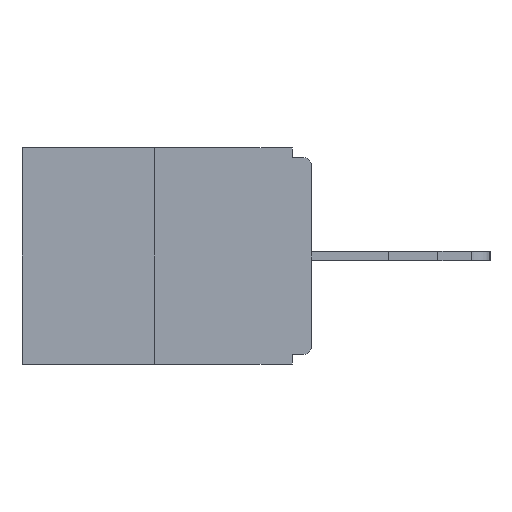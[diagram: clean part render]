
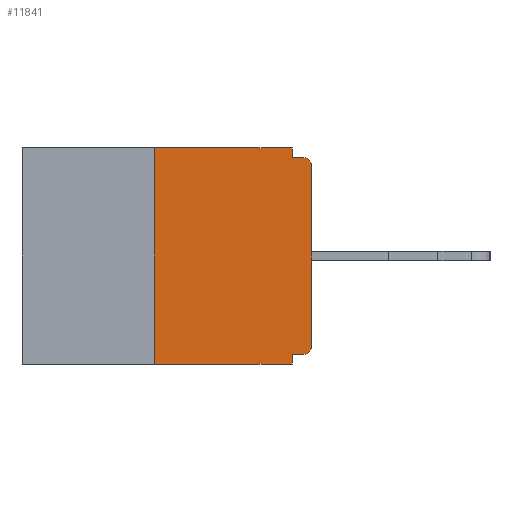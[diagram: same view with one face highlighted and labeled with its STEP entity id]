
A CAD part, left-side view. The second image highlights one B-rep face of the part: STEP entity #11841.
In plain terms, the highlighted planar face has unit normal (-1, 0, 0).
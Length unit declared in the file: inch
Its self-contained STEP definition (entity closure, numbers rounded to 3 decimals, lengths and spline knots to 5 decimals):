
#519 = DIRECTION ( 'NONE',  ( 0., 0., 1. ) ) ;
#715 = VERTEX_POINT ( 'NONE', #20292 ) ;
#825 = CARTESIAN_POINT ( 'NONE',  ( 0., 0.25, 0. ) ) ;
#1042 = DIRECTION ( 'NONE',  ( 0., 0., -1. ) ) ;
#1266 = VERTEX_POINT ( 'NONE', #23150 ) ;
#2316 = LINE ( 'NONE', #2604, #24451 ) ;
#2604 = CARTESIAN_POINT ( 'NONE',  ( 0., 0.25, 0. ) ) ;
#2787 = VERTEX_POINT ( 'NONE', #18720 ) ;
#2809 = VECTOR ( 'NONE', #26493, 39.37008 ) ;
#2817 = EDGE_LOOP ( 'NONE', ( #11578, #21986, #24809, #18350, #21384, #25582, #17627, #9983, #15374, #20377 ) ) ;
#2935 = EDGE_CURVE ( 'NONE', #12781, #8082, #15637, .T. ) ;
#3022 = VECTOR ( 'NONE', #24758, 39.37008 ) ;
#3224 = EDGE_CURVE ( 'NONE', #12781, #8218, #18287, .T. ) ;
#3272 = DIRECTION ( 'NONE',  ( -1., 0., 0. ) ) ;
#3336 = VECTOR ( 'NONE', #17992, 39.37008 ) ;
#4075 = EDGE_CURVE ( 'NONE', #8082, #2787, #18369, .T. ) ;
#4176 = VECTOR ( 'NONE', #5637, 39.37008 ) ;
#4430 = VERTEX_POINT ( 'NONE', #25636 ) ;
#4481 = VECTOR ( 'NONE', #7185, 39.37008 ) ;
#5325 = FACE_OUTER_BOUND ( 'NONE', #2817, .T. ) ;
#5491 = CARTESIAN_POINT ( 'NONE',  ( 0., 0.015, -0.03 ) ) ;
#5637 = DIRECTION ( 'NONE',  ( 0., 0., -1. ) ) ;
#6213 = DIRECTION ( 'NONE',  ( 0., 0., -1. ) ) ;
#6825 = AXIS2_PLACEMENT_3D ( 'NONE', #5491, #3272, #15969 ) ;
#6846 = CARTESIAN_POINT ( 'NONE',  ( 0., 0.031, -0.343 ) ) ;
#7125 = AXIS2_PLACEMENT_3D ( 'NONE', #18036, #13746, #1042 ) ;
#7185 = DIRECTION ( 'NONE',  ( 0., -1., 0. ) ) ;
#7450 = CARTESIAN_POINT ( 'NONE',  ( 0., 0.031, -0.343 ) ) ;
#8004 = EDGE_CURVE ( 'NONE', #15944, #16633, #21978, .T. ) ;
#8082 = VERTEX_POINT ( 'NONE', #14647 ) ;
#8218 = VERTEX_POINT ( 'NONE', #18802 ) ;
#9547 = CARTESIAN_POINT ( 'NONE',  ( 0., 0.46, -0.343 ) ) ;
#9907 = CIRCLE ( 'NONE', #6825, 0.015 ) ;
#9950 = CARTESIAN_POINT ( 'NONE',  ( 0., 0., 0. ) ) ;
#9952 = LINE ( 'NONE', #9547, #23601 ) ;
#9983 = ORIENTED_EDGE ( 'NONE', *, *, #17630, .T. ) ;
#10021 = CARTESIAN_POINT ( 'NONE',  ( 0., 0., -0.328 ) ) ;
#10851 = CARTESIAN_POINT ( 'NONE',  ( 0., 0.015, -0.313 ) ) ;
#11420 = PLANE ( 'NONE',  #7125 ) ;
#11578 = ORIENTED_EDGE ( 'NONE', *, *, #8004, .F. ) ;
#11841 = ADVANCED_FACE ( 'NONE', ( #5325 ), #11420, .F. ) ;
#12065 = EDGE_CURVE ( 'NONE', #1266, #4430, #19579, .T. ) ;
#12262 = LINE ( 'NONE', #7450, #4176 ) ;
#12781 = VERTEX_POINT ( 'NONE', #16652 ) ;
#12960 = VERTEX_POINT ( 'NONE', #6846 ) ;
#13746 = DIRECTION ( 'NONE',  ( 1., 0., 0. ) ) ;
#14647 = CARTESIAN_POINT ( 'NONE',  ( 0., 0., -0.313 ) ) ;
#14973 = DIRECTION ( 'NONE',  ( -1., 0., 0. ) ) ;
#15374 = ORIENTED_EDGE ( 'NONE', *, *, #12065, .F. ) ;
#15637 = CIRCLE ( 'NONE', #17847, 0.015 ) ;
#15944 = VERTEX_POINT ( 'NONE', #825 ) ;
#15969 = DIRECTION ( 'NONE',  ( 0., 0., -1. ) ) ;
#16366 = EDGE_CURVE ( 'NONE', #8218, #12960, #12262, .T. ) ;
#16633 = VERTEX_POINT ( 'NONE', #24314 ) ;
#16652 = CARTESIAN_POINT ( 'NONE',  ( 0., 0.015, -0.328 ) ) ;
#17627 = ORIENTED_EDGE ( 'NONE', *, *, #4075, .T. ) ;
#17630 = EDGE_CURVE ( 'NONE', #2787, #4430, #9907, .T. ) ;
#17847 = AXIS2_PLACEMENT_3D ( 'NONE', #10851, #14973, #25597 ) ;
#17992 = DIRECTION ( 'NONE',  ( 0., -1., 0. ) ) ;
#18036 = CARTESIAN_POINT ( 'NONE',  ( 0., 0.46, 0. ) ) ;
#18287 = LINE ( 'NONE', #10021, #3022 ) ;
#18350 = ORIENTED_EDGE ( 'NONE', *, *, #16366, .F. ) ;
#18369 = LINE ( 'NONE', #9950, #2809 ) ;
#18720 = CARTESIAN_POINT ( 'NONE',  ( 0., 0., -0.03 ) ) ;
#18802 = CARTESIAN_POINT ( 'NONE',  ( 0., 0.031, -0.328 ) ) ;
#19579 = LINE ( 'NONE', #21655, #4481 ) ;
#20292 = CARTESIAN_POINT ( 'NONE',  ( 0., 0.25, -0.343 ) ) ;
#20377 = ORIENTED_EDGE ( 'NONE', *, *, #21992, .F. ) ;
#21384 = ORIENTED_EDGE ( 'NONE', *, *, #3224, .F. ) ;
#21655 = CARTESIAN_POINT ( 'NONE',  ( 0., 0., -0.015 ) ) ;
#21978 = LINE ( 'NONE', #24316, #3336 ) ;
#21986 = ORIENTED_EDGE ( 'NONE', *, *, #26381, .F. ) ;
#21992 = EDGE_CURVE ( 'NONE', #16633, #1266, #23306, .T. ) ;
#23150 = CARTESIAN_POINT ( 'NONE',  ( 0., 0.031, -0.015 ) ) ;
#23306 = LINE ( 'NONE', #23429, #23857 ) ;
#23429 = CARTESIAN_POINT ( 'NONE',  ( 0., 0.031, 0. ) ) ;
#23601 = VECTOR ( 'NONE', #26083, 39.37008 ) ;
#23857 = VECTOR ( 'NONE', #6213, 39.37008 ) ;
#24314 = CARTESIAN_POINT ( 'NONE',  ( 0., 0.031, 0. ) ) ;
#24316 = CARTESIAN_POINT ( 'NONE',  ( 0., 0.46, 0. ) ) ;
#24451 = VECTOR ( 'NONE', #519, 39.37008 ) ;
#24758 = DIRECTION ( 'NONE',  ( 0., 1., 0. ) ) ;
#24809 = ORIENTED_EDGE ( 'NONE', *, *, #26064, .T. ) ;
#25582 = ORIENTED_EDGE ( 'NONE', *, *, #2935, .T. ) ;
#25597 = DIRECTION ( 'NONE',  ( 0., 0., -1. ) ) ;
#25636 = CARTESIAN_POINT ( 'NONE',  ( 0., 0.015, -0.015 ) ) ;
#26064 = EDGE_CURVE ( 'NONE', #715, #12960, #9952, .T. ) ;
#26083 = DIRECTION ( 'NONE',  ( 0., -1., 0. ) ) ;
#26381 = EDGE_CURVE ( 'NONE', #715, #15944, #2316, .T. ) ;
#26493 = DIRECTION ( 'NONE',  ( 0., 0., 1. ) ) ;
